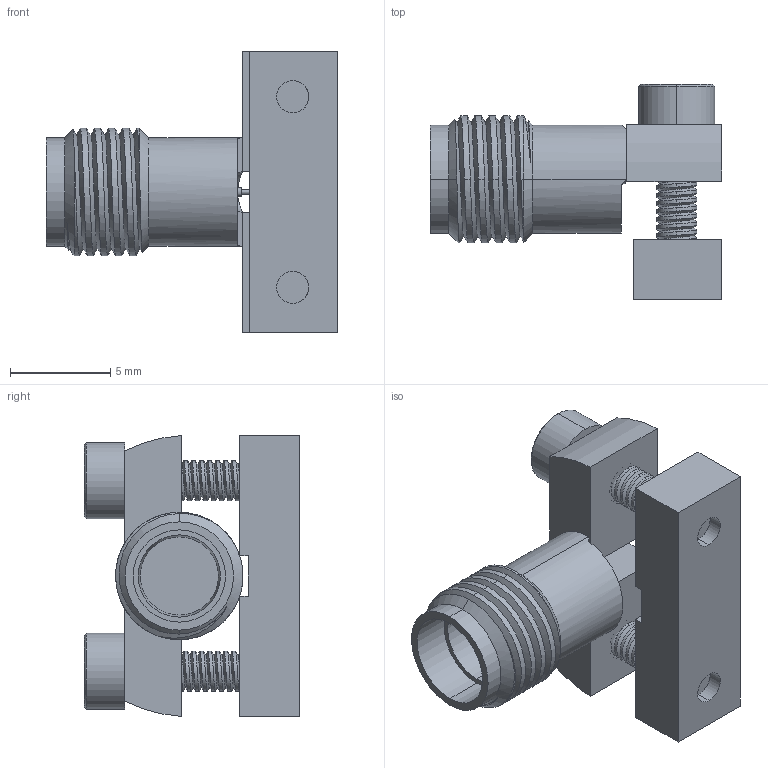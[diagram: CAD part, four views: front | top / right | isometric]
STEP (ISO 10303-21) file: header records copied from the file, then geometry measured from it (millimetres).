
FILE_DESCRIPTION (( 'STEP AP214' ), '1' );
FILE_NAME ('FMCN5191_3D.step', '2024-07-31T17:10:10', ( '' ), ( '' ), 'SwSTEP 2.0', 'SolidWorks 2022', '' );
FILE_SCHEMA (( 'AUTOMOTIVE_DESIGN' ));
Length unit declared in the file: inch
Products named in the file (3): Copy of RFPCB-SMA-FS18G-53_SCREW^FMCN5191; Copy of RFPCB-SMA-FS18G-53^FMCN5191; FMCN5191_3D
Assembly tree (3 placements, depth 2):
  FMCN5191_3D
    Copy of RFPCB-SMA-FS18G-53^FMCN5191
    Copy of RFPCB-SMA-FS18G-53_SCREW^FMCN5191  x2
Bounding box: 14.51 x 10.72 x 14 mm (x, y, z)
Volume: 526.5 mm3; surface area: 1142.8 mm2
Topology: 4 solids, 5 shells, 210 faces, 534 edges, 348 vertices
Faces by surface type: cylinder 130, plane 57, cone 17, bspline 6
Entity records: 6697 total; most frequent: CARTESIAN_POINT 3244, ORIENTED_EDGE 746, DIRECTION 644, EDGE_CURVE 373, VERTEX_POINT 243, AXIS2_PLACEMENT_3D 239, EDGE_LOOP 170, VECTOR 166
